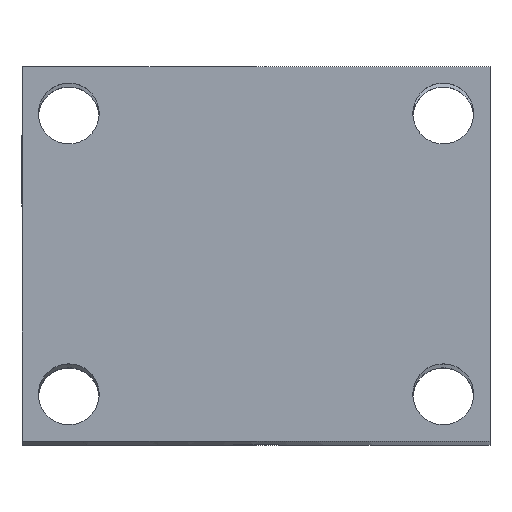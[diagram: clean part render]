
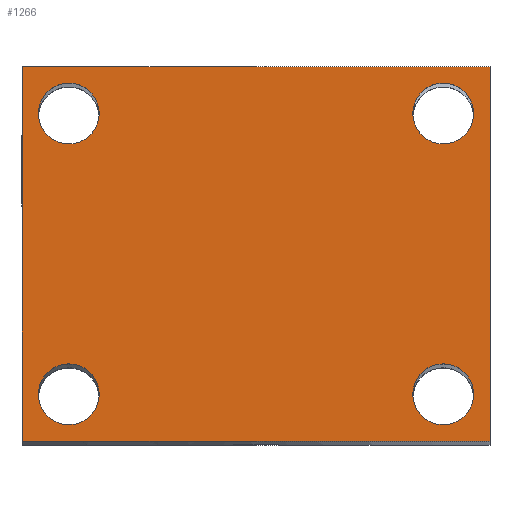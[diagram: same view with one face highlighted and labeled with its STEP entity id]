
A CAD part, top view. The second image highlights one B-rep face of the part: STEP entity #1266.
In plain terms, the highlighted planar face has unit normal (0, 0, 1).
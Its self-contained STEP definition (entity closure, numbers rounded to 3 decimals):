
#1 = AXIS2_PLACEMENT_3D ( 'NONE', #185, #720, #1141 ) ;
#19 = VERTEX_POINT ( 'NONE', #237 ) ;
#23 = ORIENTED_EDGE ( 'NONE', *, *, #101, .F. ) ;
#45 = DIRECTION ( 'NONE',  ( 1., 0., 0. ) ) ;
#66 = DIRECTION ( 'NONE',  ( 0., 0., 1. ) ) ;
#74 = DIRECTION ( 'NONE',  ( 0., 0., 1. ) ) ;
#75 = VERTEX_POINT ( 'NONE', #999 ) ;
#82 = VECTOR ( 'NONE', #207, 1000. ) ;
#88 = VERTEX_POINT ( 'NONE', #1350 ) ;
#89 = DIRECTION ( 'NONE',  ( 1., 0., 0. ) ) ;
#90 = LINE ( 'NONE', #1034, #855 ) ;
#101 = EDGE_CURVE ( 'NONE', #746, #88, #695, .T. ) ;
#116 = CARTESIAN_POINT ( 'NONE',  ( 10., 0., 102. ) ) ;
#117 = VERTEX_POINT ( 'NONE', #628 ) ;
#135 = ORIENTED_EDGE ( 'NONE', *, *, #310, .F. ) ;
#148 = DIRECTION ( 'NONE',  ( 0., 0., 1. ) ) ;
#150 = AXIS2_PLACEMENT_3D ( 'NONE', #574, #66, #1001 ) ;
#165 = VECTOR ( 'NONE', #973, 1000. ) ;
#171 = CIRCLE ( 'NONE', #1071, 1.3 ) ;
#185 = CARTESIAN_POINT ( 'NONE',  ( -8., 6., 102. ) ) ;
#186 = CARTESIAN_POINT ( 'NONE',  ( -8., -6., 102. ) ) ;
#189 = EDGE_CURVE ( 'NONE', #603, #1293, #936, .T. ) ;
#195 = VECTOR ( 'NONE', #45, 1000. ) ;
#207 = DIRECTION ( 'NONE',  ( 0., -1., 0. ) ) ;
#212 = VERTEX_POINT ( 'NONE', #957 ) ;
#234 = AXIS2_PLACEMENT_3D ( 'NONE', #186, #1346, #484 ) ;
#237 = CARTESIAN_POINT ( 'NONE',  ( -10., -8., 102. ) ) ;
#251 = CARTESIAN_POINT ( 'NONE',  ( 10., -8., 102. ) ) ;
#276 = FACE_BOUND ( 'NONE', #373, .T. ) ;
#310 = EDGE_CURVE ( 'NONE', #1219, #730, #1043, .T. ) ;
#326 = AXIS2_PLACEMENT_3D ( 'NONE', #1127, #148, #568 ) ;
#373 = EDGE_LOOP ( 'NONE', ( #23, #915 ) ) ;
#381 = FACE_BOUND ( 'NONE', #487, .T. ) ;
#439 = CARTESIAN_POINT ( 'NONE',  ( -8., 6., 102. ) ) ;
#479 = ORIENTED_EDGE ( 'NONE', *, *, #701, .F. ) ;
#484 = DIRECTION ( 'NONE',  ( 1., 0., 0. ) ) ;
#487 = EDGE_LOOP ( 'NONE', ( #1111, #880 ) ) ;
#492 = CARTESIAN_POINT ( 'NONE',  ( 6.7, -6., 102. ) ) ;
#508 = CARTESIAN_POINT ( 'NONE',  ( 8., -6., 102. ) ) ;
#513 = AXIS2_PLACEMENT_3D ( 'NONE', #1368, #930, #838 ) ;
#526 = CIRCLE ( 'NONE', #1, 1.3 ) ;
#548 = CARTESIAN_POINT ( 'NONE',  ( 0., 8., 102. ) ) ;
#556 = CARTESIAN_POINT ( 'NONE',  ( 6.7, 6., 102. ) ) ;
#562 = ORIENTED_EDGE ( 'NONE', *, *, #599, .F. ) ;
#568 = DIRECTION ( 'NONE',  ( 1., 0., 0. ) ) ;
#574 = CARTESIAN_POINT ( 'NONE',  ( 8., 6., 102. ) ) ;
#578 = DIRECTION ( 'NONE',  ( 0., 0., 1. ) ) ;
#586 = DIRECTION ( 'NONE',  ( 1., 0., 0. ) ) ;
#588 = CARTESIAN_POINT ( 'NONE',  ( 0., -8., 102. ) ) ;
#599 = EDGE_CURVE ( 'NONE', #117, #1219, #1095, .T. ) ;
#603 = VERTEX_POINT ( 'NONE', #556 ) ;
#624 = CIRCLE ( 'NONE', #938, 1.3 ) ;
#628 = CARTESIAN_POINT ( 'NONE',  ( -10., 8., 102. ) ) ;
#664 = ORIENTED_EDGE ( 'NONE', *, *, #1343, .F. ) ;
#672 = VERTEX_POINT ( 'NONE', #1284 ) ;
#693 = LINE ( 'NONE', #588, #195 ) ;
#695 = CIRCLE ( 'NONE', #1174, 1.3 ) ;
#701 = EDGE_CURVE ( 'NONE', #672, #75, #171, .T. ) ;
#702 = FACE_BOUND ( 'NONE', #707, .T. ) ;
#707 = EDGE_LOOP ( 'NONE', ( #664, #1173 ) ) ;
#719 = DIRECTION ( 'NONE',  ( 0., 0., 1. ) ) ;
#720 = DIRECTION ( 'NONE',  ( 0., 0., 1. ) ) ;
#730 = VERTEX_POINT ( 'NONE', #251 ) ;
#740 = EDGE_CURVE ( 'NONE', #75, #672, #946, .T. ) ;
#746 = VERTEX_POINT ( 'NONE', #492 ) ;
#826 = CIRCLE ( 'NONE', #1114, 1.3 ) ;
#836 = EDGE_LOOP ( 'NONE', ( #135, #562, #948, #1106 ) ) ;
#838 = DIRECTION ( 'NONE',  ( 1., 0., 0. ) ) ;
#842 = ORIENTED_EDGE ( 'NONE', *, *, #740, .F. ) ;
#855 = VECTOR ( 'NONE', #1039, 1000. ) ;
#858 = CARTESIAN_POINT ( 'NONE',  ( -6.7, 6., 102. ) ) ;
#880 = ORIENTED_EDGE ( 'NONE', *, *, #1153, .F. ) ;
#901 = CIRCLE ( 'NONE', #150, 1.3 ) ;
#913 = CARTESIAN_POINT ( 'NONE',  ( 10., 8., 102. ) ) ;
#914 = DIRECTION ( 'NONE',  ( 1., 0., 0. ) ) ;
#915 = ORIENTED_EDGE ( 'NONE', *, *, #970, .F. ) ;
#918 = EDGE_LOOP ( 'NONE', ( #479, #842 ) ) ;
#930 = DIRECTION ( 'NONE',  ( 0., 0., 1. ) ) ;
#936 = CIRCLE ( 'NONE', #513, 1.3 ) ;
#938 = AXIS2_PLACEMENT_3D ( 'NONE', #1337, #578, #586 ) ;
#946 = CIRCLE ( 'NONE', #234, 1.3 ) ;
#948 = ORIENTED_EDGE ( 'NONE', *, *, #1317, .T. ) ;
#957 = CARTESIAN_POINT ( 'NONE',  ( -9.3, 6., 102. ) ) ;
#970 = EDGE_CURVE ( 'NONE', #88, #746, #624, .T. ) ;
#973 = DIRECTION ( 'NONE',  ( 1., 0., 0. ) ) ;
#999 = CARTESIAN_POINT ( 'NONE',  ( -6.7, -6., 102. ) ) ;
#1001 = DIRECTION ( 'NONE',  ( 1., 0., 0. ) ) ;
#1034 = CARTESIAN_POINT ( 'NONE',  ( -10., 0., 102. ) ) ;
#1039 = DIRECTION ( 'NONE',  ( 0., -1., 0. ) ) ;
#1043 = LINE ( 'NONE', #116, #82 ) ;
#1070 = EDGE_CURVE ( 'NONE', #1087, #212, #826, .T. ) ;
#1071 = AXIS2_PLACEMENT_3D ( 'NONE', #1243, #74, #914 ) ;
#1082 = DIRECTION ( 'NONE',  ( 0., 0., 1. ) ) ;
#1087 = VERTEX_POINT ( 'NONE', #858 ) ;
#1095 = LINE ( 'NONE', #548, #165 ) ;
#1106 = ORIENTED_EDGE ( 'NONE', *, *, #1191, .T. ) ;
#1111 = ORIENTED_EDGE ( 'NONE', *, *, #189, .F. ) ;
#1112 = FACE_BOUND ( 'NONE', #918, .T. ) ;
#1114 = AXIS2_PLACEMENT_3D ( 'NONE', #439, #1082, #1309 ) ;
#1127 = CARTESIAN_POINT ( 'NONE',  ( 0., 0., 102. ) ) ;
#1141 = DIRECTION ( 'NONE',  ( 1., 0., 0. ) ) ;
#1147 = CARTESIAN_POINT ( 'NONE',  ( 9.3, 6., 102. ) ) ;
#1153 = EDGE_CURVE ( 'NONE', #1293, #603, #901, .T. ) ;
#1173 = ORIENTED_EDGE ( 'NONE', *, *, #1070, .F. ) ;
#1174 = AXIS2_PLACEMENT_3D ( 'NONE', #508, #719, #89 ) ;
#1191 = EDGE_CURVE ( 'NONE', #19, #730, #693, .T. ) ;
#1219 = VERTEX_POINT ( 'NONE', #913 ) ;
#1243 = CARTESIAN_POINT ( 'NONE',  ( -8., -6., 102. ) ) ;
#1266 = ADVANCED_FACE ( 'NONE', ( #1112, #381, #276, #702, #1316 ), #1339, .T. ) ;
#1284 = CARTESIAN_POINT ( 'NONE',  ( -9.3, -6., 102. ) ) ;
#1293 = VERTEX_POINT ( 'NONE', #1147 ) ;
#1309 = DIRECTION ( 'NONE',  ( 1., 0., 0. ) ) ;
#1316 = FACE_OUTER_BOUND ( 'NONE', #836, .T. ) ;
#1317 = EDGE_CURVE ( 'NONE', #117, #19, #90, .T. ) ;
#1337 = CARTESIAN_POINT ( 'NONE',  ( 8., -6., 102. ) ) ;
#1339 = PLANE ( 'NONE',  #326 ) ;
#1343 = EDGE_CURVE ( 'NONE', #212, #1087, #526, .T. ) ;
#1346 = DIRECTION ( 'NONE',  ( 0., 0., 1. ) ) ;
#1350 = CARTESIAN_POINT ( 'NONE',  ( 9.3, -6., 102. ) ) ;
#1368 = CARTESIAN_POINT ( 'NONE',  ( 8., 6., 102. ) ) ;
